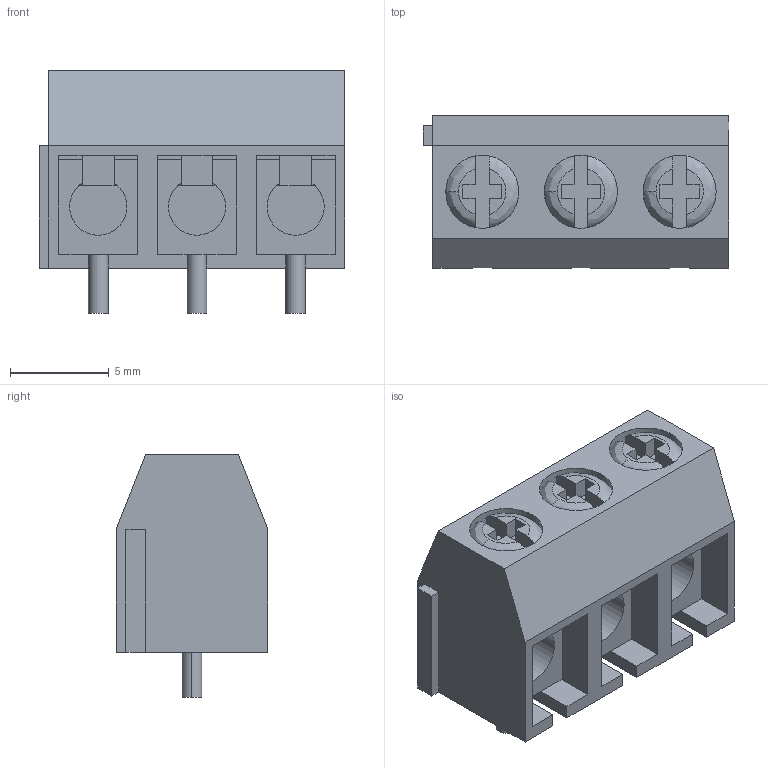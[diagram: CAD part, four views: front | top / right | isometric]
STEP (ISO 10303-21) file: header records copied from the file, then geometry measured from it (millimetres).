
FILE_DESCRIPTION (( 'STEP AP214' ), '1' );
FILE_NAME ('508D4605-3BD8-4752-8232-6A64A4F76CF6.STEP', '2008-02-20T11:05:53', ( 'sysAdmin' ), ( 'SolidWorks' ), 'SwSTEP 2.0', 'SolidWorks 2008', '' );
FILE_SCHEMA (( 'AUTOMOTIVE_DESIGN' ));
Length unit declared in the file: millimetre
Products named in the file (1): 508D4605-3BD8-4752-8232-6A64A4F76CF6
Bounding box: 15.5 x 7.7 x 12.28 mm (x, y, z)
Surface area: 2038.6 mm2 (no closed solid volume)
Topology: 0 solids, 13 shells, 429 faces, 1001 edges, 600 vertices
Faces by surface type: plane 189, cone 120, cylinder 105, bspline 15
Entity records: 19824 total; most frequent: CARTESIAN_POINT 5667, ORIENTED_EDGE 1994, DIRECTION 1735, EDGE_CURVE 1001, VECTOR 677, LINE 677, VERTEX_POINT 600, AXIS2_PLACEMENT_3D 529
